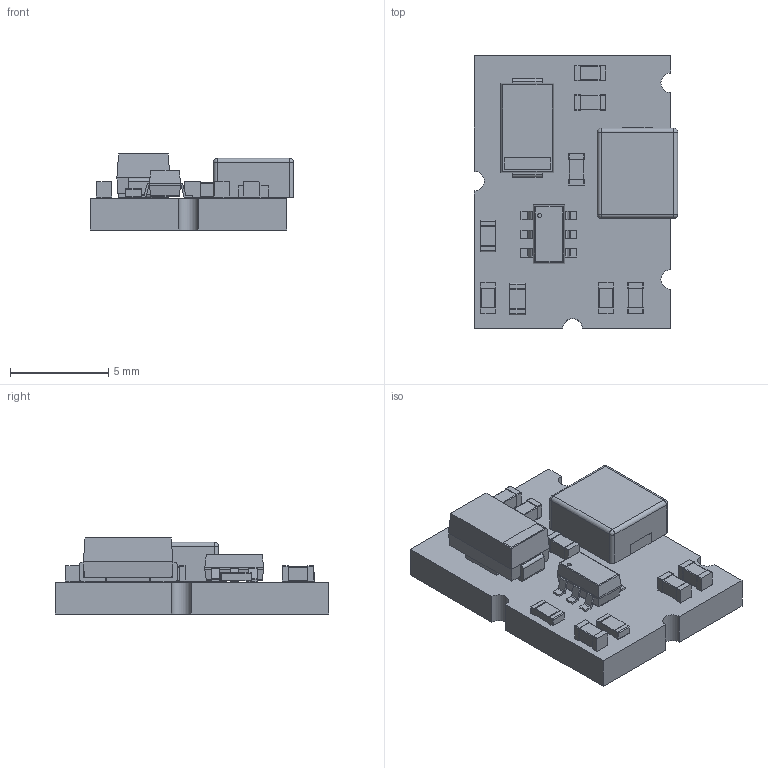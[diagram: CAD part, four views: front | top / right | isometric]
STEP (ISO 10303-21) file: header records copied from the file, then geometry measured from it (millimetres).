
FILE_DESCRIPTION(('KiCad electronic assembly'),'2;1');
FILE_NAME('step-down.step','2025-07-14T18:42:55',('Pcbnew'),('Kicad'), 'Open CASCADE STEP processor 7.8','KiCad to STEP converter','Unknown' );
FILE_SCHEMA(('AUTOMOTIVE_DESIGN { 1 0 10303 214 1 1 1 1 }'));
Length unit declared in the file: millimetre
Products named in the file (12): step-down 1; C_0603_1608Metric; R_0603_1608Metric; L_Chilisin_BMRA00040420; D_SMA; AP5100WG-7; ASSEMBLY; _autosave-step-down_PCB
Assembly tree (17 placements, depth 3):
  step-down 1
    C_0603_1608Metric  x6
      C_0603_1608Metric
    R_0603_1608Metric  x2
      R_0603_1608Metric
    L_Chilisin_BMRA00040420
      L_Chilisin_BMRA00040420
    D_SMA
      D_SMA
    AP5100WG-7
      ASSEMBLY
    _autosave-step-down_PCB
Bounding box: 10.35 x 13.9 x 3.87 mm (x, y, z)
Volume: 296.5 mm3; surface area: 562.1 mm2
Topology: 18 solids, 18 shells, 405 faces, 1025 edges, 666 vertices
Faces by surface type: plane 260, cylinder 131, bspline 10, sphere 4
Full cylindrical faces by diameter (mm): 0.2 x1
Entity records: 8120 total; most frequent: CARTESIAN_POINT 1296, ORIENTED_EDGE 1186, DIRECTION 1183, EDGE_CURVE 593, LINE 453, VECTOR 453, VERTEX_POINT 382, AXIS2_PLACEMENT_3D 365
